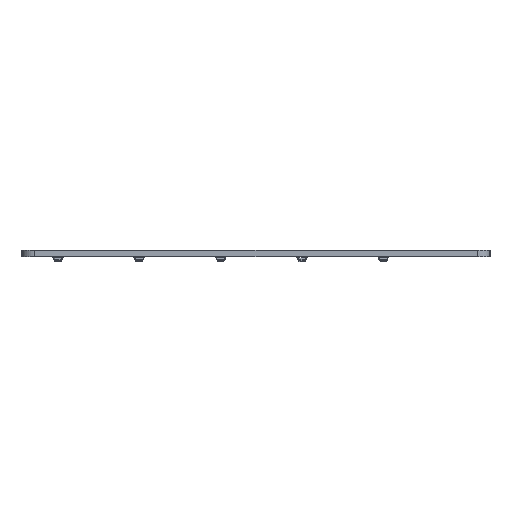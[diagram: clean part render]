
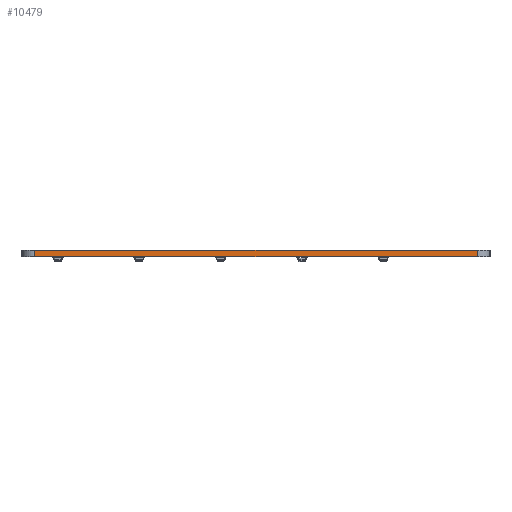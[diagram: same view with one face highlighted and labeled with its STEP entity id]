
A CAD part, left-side view. The second image highlights one B-rep face of the part: STEP entity #10479.
In plain terms, the highlighted planar face has unit normal (-1, 0, 0).
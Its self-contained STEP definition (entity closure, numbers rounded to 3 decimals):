
#2558 = VERTEX_POINT('',#2559);
#2559 = CARTESIAN_POINT('',(28.258,-27.448,0.));
#2566 = EDGE_CURVE('',#2567,#2558,#2569,.T.);
#2567 = VERTEX_POINT('',#2568);
#2568 = CARTESIAN_POINT('',(28.258,-130.985,0.));
#2569 = LINE('',#2570,#2571);
#2570 = CARTESIAN_POINT('',(28.258,-130.985,0.));
#2571 = VECTOR('',#2572,1.);
#2572 = DIRECTION('',(0.,1.,0.));
#6492 = VERTEX_POINT('',#6493);
#6493 = CARTESIAN_POINT('',(28.258,-27.448,1.6));
#6500 = EDGE_CURVE('',#6501,#6492,#6503,.T.);
#6501 = VERTEX_POINT('',#6502);
#6502 = CARTESIAN_POINT('',(28.258,-130.985,1.6));
#6503 = LINE('',#6504,#6505);
#6504 = CARTESIAN_POINT('',(28.258,-130.985,1.6));
#6505 = VECTOR('',#6506,1.);
#6506 = DIRECTION('',(0.,1.,0.));
#10449 = EDGE_CURVE('',#2558,#6492,#10450,.T.);
#10450 = LINE('',#10451,#10452);
#10451 = CARTESIAN_POINT('',(28.258,-27.448,0.));
#10452 = VECTOR('',#10453,1.);
#10453 = DIRECTION('',(0.,0.,1.));
#10479 = ADVANCED_FACE('',(#10480),#10491,.T.);
#10480 = FACE_BOUND('',#10481,.T.);
#10481 = EDGE_LOOP('',(#10482,#10488,#10489,#10490));
#10482 = ORIENTED_EDGE('',*,*,#10483,.T.);
#10483 = EDGE_CURVE('',#2567,#6501,#10484,.T.);
#10484 = LINE('',#10485,#10486);
#10485 = CARTESIAN_POINT('',(28.258,-130.985,0.));
#10486 = VECTOR('',#10487,1.);
#10487 = DIRECTION('',(0.,0.,1.));
#10488 = ORIENTED_EDGE('',*,*,#6500,.T.);
#10489 = ORIENTED_EDGE('',*,*,#10449,.F.);
#10490 = ORIENTED_EDGE('',*,*,#2566,.F.);
#10491 = PLANE('',#10492);
#10492 = AXIS2_PLACEMENT_3D('',#10493,#10494,#10495);
#10493 = CARTESIAN_POINT('',(28.258,-130.985,0.));
#10494 = DIRECTION('',(-1.,0.,0.));
#10495 = DIRECTION('',(0.,1.,0.));
